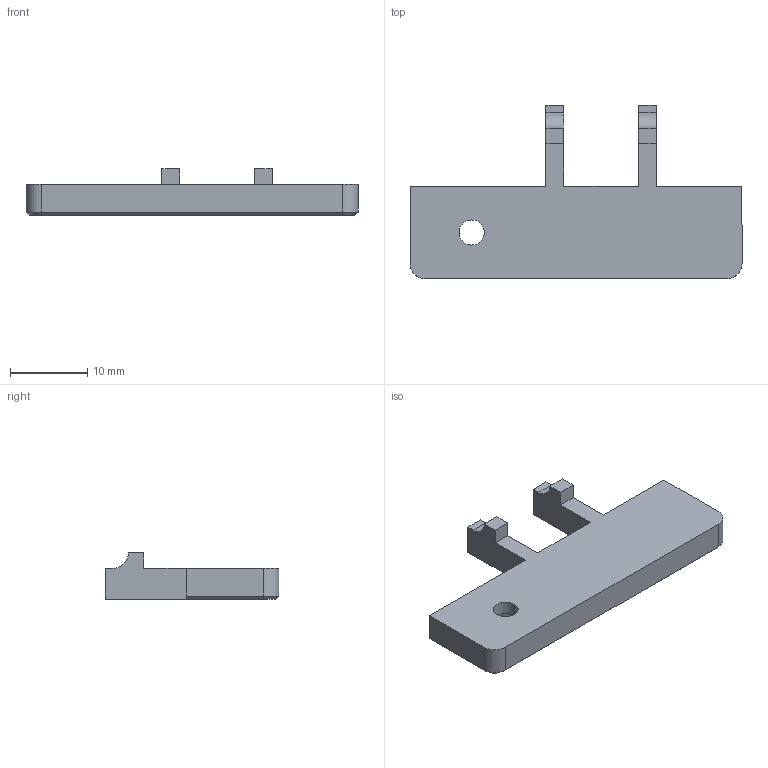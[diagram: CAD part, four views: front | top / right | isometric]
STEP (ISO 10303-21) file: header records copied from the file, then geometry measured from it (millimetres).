
FILE_DESCRIPTION (( 'STEP AP214' ), '1' );
FILE_NAME ('Bottom_Corner_B_2.STEP', '2023-01-07T07:21:42', ( '' ), ( '' ), 'SwSTEP 2.0', 'SolidWorks 2023', '' );
FILE_SCHEMA (( 'AUTOMOTIVE_DESIGN' ));
Length unit declared in the file: millimetre
Products named in the file (1): Bottom_Corner_B_2
Bounding box: 43 x 22.5 x 6 mm (x, y, z)
Volume: 2195.9 mm3; surface area: 1786.3 mm2
Topology: 1 solids, 1 shells, 45 faces, 119 edges, 76 vertices
Faces by surface type: plane 35, cylinder 8, cone 2
Entity records: 1404 total; most frequent: CARTESIAN_POINT 241, ORIENTED_EDGE 238, DIRECTION 235, EDGE_CURVE 119, VECTOR 95, LINE 95, VERTEX_POINT 76, AXIS2_PLACEMENT_3D 70
